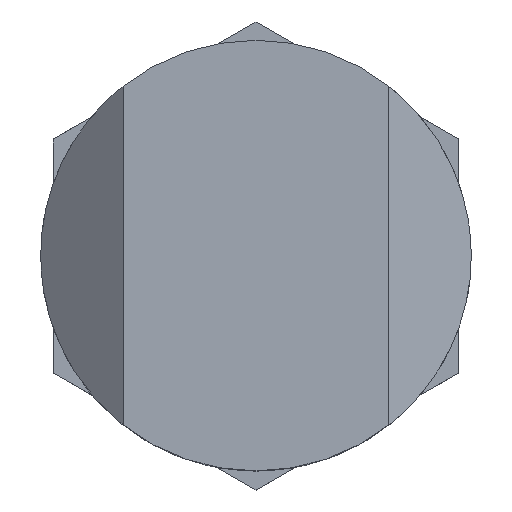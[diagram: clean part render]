
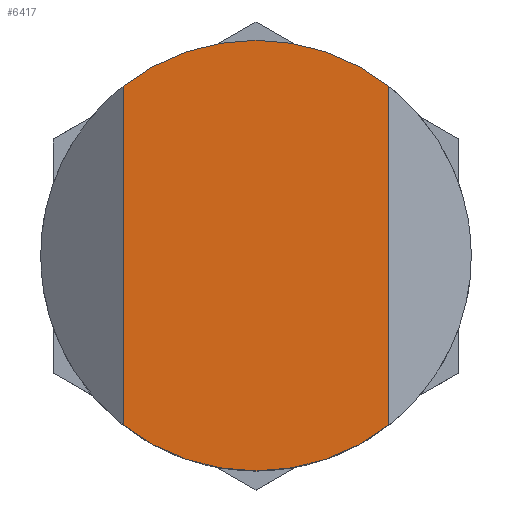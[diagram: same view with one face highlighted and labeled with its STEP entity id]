
A CAD part, top view. The second image highlights one B-rep face of the part: STEP entity #6417.
In plain terms, the highlighted planar face has unit normal (0, 0, 1).
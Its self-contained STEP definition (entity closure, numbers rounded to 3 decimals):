
#132 = DIRECTION ( 'NONE',  ( 1., 0., 0. ) ) ;
#229 = AXIS2_PLACEMENT_3D ( 'NONE', #2440, #901, #132 ) ;
#674 = DIRECTION ( 'NONE',  ( -1., 0., 0. ) ) ;
#901 = DIRECTION ( 'NONE',  ( 0., 0., 1. ) ) ;
#1395 = EDGE_LOOP ( 'NONE', ( #5001, #7015, #5805, #6168 ) ) ;
#1445 = DIRECTION ( 'NONE',  ( 0., 0., -1. ) ) ;
#1742 = VERTEX_POINT ( 'NONE', #4518 ) ;
#1931 = VECTOR ( 'NONE', #5777, 1000. ) ;
#2003 = DIRECTION ( 'NONE',  ( 0., 1., 0. ) ) ;
#2191 = VERTEX_POINT ( 'NONE', #7355 ) ;
#2198 = CARTESIAN_POINT ( 'NONE',  ( 0., 0., 0. ) ) ;
#2440 = CARTESIAN_POINT ( 'NONE',  ( 0., 0., 0. ) ) ;
#2762 = CARTESIAN_POINT ( 'NONE',  ( 10.5, -15., 0. ) ) ;
#2895 = LINE ( 'NONE', #6558, #1931 ) ;
#2977 = PLANE ( 'NONE',  #6865 ) ;
#3737 = DIRECTION ( 'NONE',  ( 1., 0., 0. ) ) ;
#4302 = LINE ( 'NONE', #2762, #7176 ) ;
#4496 = CIRCLE ( 'NONE', #7246, 17. ) ;
#4504 = DIRECTION ( 'NONE',  ( 0., 0., 1. ) ) ;
#4518 = CARTESIAN_POINT ( 'NONE',  ( -10.5, -13.37, 0. ) ) ;
#4618 = CARTESIAN_POINT ( 'NONE',  ( -10.5, 13.37, 0. ) ) ;
#4820 = EDGE_CURVE ( 'NONE', #2191, #7426, #4302, .T. ) ;
#5001 = ORIENTED_EDGE ( 'NONE', *, *, #6407, .T. ) ;
#5279 = CARTESIAN_POINT ( 'NONE',  ( 0., 0., 0. ) ) ;
#5702 = VERTEX_POINT ( 'NONE', #4618 ) ;
#5752 = EDGE_CURVE ( 'NONE', #1742, #5702, #2895, .T. ) ;
#5777 = DIRECTION ( 'NONE',  ( 0., 1., 0. ) ) ;
#5805 = ORIENTED_EDGE ( 'NONE', *, *, #6041, .T. ) ;
#6041 = EDGE_CURVE ( 'NONE', #7426, #5702, #7356, .T. ) ;
#6168 = ORIENTED_EDGE ( 'NONE', *, *, #5752, .F. ) ;
#6312 = CARTESIAN_POINT ( 'NONE',  ( 10.5, 13.37, 0. ) ) ;
#6407 = EDGE_CURVE ( 'NONE', #1742, #2191, #4496, .T. ) ;
#6417 = ADVANCED_FACE ( 'NONE', ( #7061 ), #2977, .F. ) ;
#6558 = CARTESIAN_POINT ( 'NONE',  ( -10.5, -15., 0. ) ) ;
#6865 = AXIS2_PLACEMENT_3D ( 'NONE', #2198, #1445, #674 ) ;
#7015 = ORIENTED_EDGE ( 'NONE', *, *, #4820, .T. ) ;
#7061 = FACE_OUTER_BOUND ( 'NONE', #1395, .T. ) ;
#7176 = VECTOR ( 'NONE', #2003, 1000. ) ;
#7246 = AXIS2_PLACEMENT_3D ( 'NONE', #5279, #4504, #3737 ) ;
#7355 = CARTESIAN_POINT ( 'NONE',  ( 10.5, -13.37, 0. ) ) ;
#7356 = CIRCLE ( 'NONE', #229, 17. ) ;
#7426 = VERTEX_POINT ( 'NONE', #6312 ) ;
